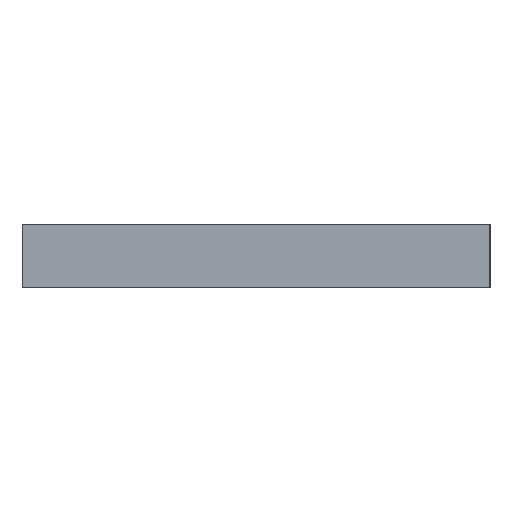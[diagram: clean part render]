
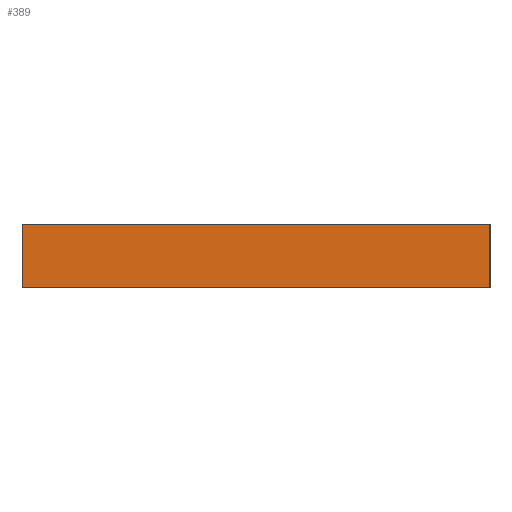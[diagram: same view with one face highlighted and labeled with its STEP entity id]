
A CAD part, left-side view. The second image highlights one B-rep face of the part: STEP entity #389.
In plain terms, the highlighted planar face has unit normal (-1, 0, 0).
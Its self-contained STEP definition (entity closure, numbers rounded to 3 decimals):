
#23 = VERTEX_POINT ( 'NONE', #790 ) ;
#28 = EDGE_CURVE ( 'NONE', #817, #23, #169, .T. ) ;
#34 = CARTESIAN_POINT ( 'NONE',  ( 0., 0., 0. ) ) ;
#39 = DIRECTION ( 'NONE',  ( 1., 0., 0. ) ) ;
#43 = DIRECTION ( 'NONE',  ( 0., 1., 0. ) ) ;
#48 = AXIS2_PLACEMENT_3D ( 'NONE', #321, #39, #43 ) ;
#81 = VECTOR ( 'NONE', #480, 1000. ) ;
#94 = CARTESIAN_POINT ( 'NONE',  ( 0., -59., 8. ) ) ;
#98 = VECTOR ( 'NONE', #112, 1000. ) ;
#112 = DIRECTION ( 'NONE',  ( 0., -1., 0. ) ) ;
#117 = EDGE_LOOP ( 'NONE', ( #196, #160, #332, #476 ) ) ;
#138 = LINE ( 'NONE', #561, #81 ) ;
#160 = ORIENTED_EDGE ( 'NONE', *, *, #449, .F. ) ;
#169 = LINE ( 'NONE', #379, #501 ) ;
#186 = DIRECTION ( 'NONE',  ( 0., 0., -1. ) ) ;
#196 = ORIENTED_EDGE ( 'NONE', *, *, #28, .T. ) ;
#258 = VERTEX_POINT ( 'NONE', #94 ) ;
#315 = PLANE ( 'NONE',  #48 ) ;
#321 = CARTESIAN_POINT ( 'NONE',  ( 0., 0., 8. ) ) ;
#332 = ORIENTED_EDGE ( 'NONE', *, *, #374, .F. ) ;
#374 = EDGE_CURVE ( 'NONE', #894, #258, #746, .T. ) ;
#379 = CARTESIAN_POINT ( 'NONE',  ( 0., 0., 0. ) ) ;
#389 = ADVANCED_FACE ( 'NONE', ( #800 ), #315, .F. ) ;
#449 = EDGE_CURVE ( 'NONE', #258, #23, #533, .T. ) ;
#452 = DIRECTION ( 'NONE',  ( 0., -1., 0. ) ) ;
#457 = CARTESIAN_POINT ( 'NONE',  ( 0., -59., 8. ) ) ;
#460 = CARTESIAN_POINT ( 'NONE',  ( 0., 0., 8. ) ) ;
#476 = ORIENTED_EDGE ( 'NONE', *, *, #624, .T. ) ;
#480 = DIRECTION ( 'NONE',  ( 0., 0., -1. ) ) ;
#501 = VECTOR ( 'NONE', #452, 1000. ) ;
#525 = CARTESIAN_POINT ( 'NONE',  ( 0., 0., 8. ) ) ;
#533 = LINE ( 'NONE', #457, #896 ) ;
#561 = CARTESIAN_POINT ( 'NONE',  ( 0., 0., 8. ) ) ;
#624 = EDGE_CURVE ( 'NONE', #894, #817, #138, .T. ) ;
#746 = LINE ( 'NONE', #525, #98 ) ;
#790 = CARTESIAN_POINT ( 'NONE',  ( 0., -59., 0. ) ) ;
#800 = FACE_OUTER_BOUND ( 'NONE', #117, .T. ) ;
#817 = VERTEX_POINT ( 'NONE', #34 ) ;
#894 = VERTEX_POINT ( 'NONE', #460 ) ;
#896 = VECTOR ( 'NONE', #186, 1000. ) ;
